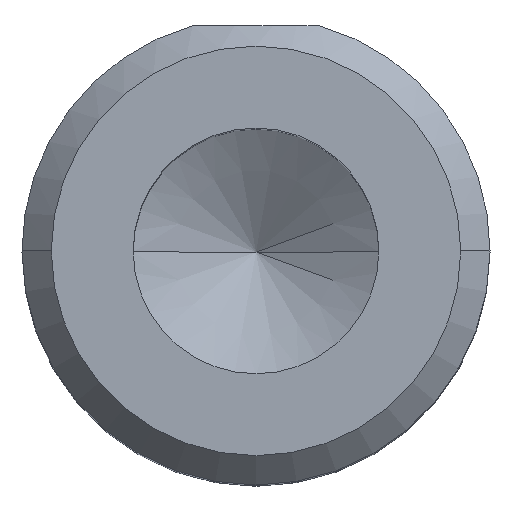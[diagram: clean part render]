
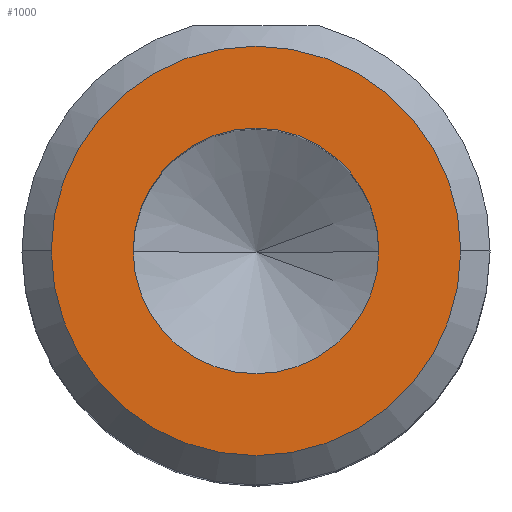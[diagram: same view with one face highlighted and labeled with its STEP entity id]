
A CAD part, top view. The second image highlights one B-rep face of the part: STEP entity #1000.
In plain terms, the highlighted planar face has unit normal (0, 0, 1).
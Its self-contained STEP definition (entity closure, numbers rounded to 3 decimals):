
#35 = AXIS2_PLACEMENT_3D ( 'NONE', #757, #193, #853 ) ;
#46 = VERTEX_POINT ( 'NONE', #1209 ) ;
#91 = ORIENTED_EDGE ( 'NONE', *, *, #871, .F. ) ;
#102 = CARTESIAN_POINT ( 'NONE',  ( 0., 0., 7.5 ) ) ;
#128 = AXIS2_PLACEMENT_3D ( 'NONE', #1008, #438, #1110 ) ;
#130 = ORIENTED_EDGE ( 'NONE', *, *, #1101, .F. ) ;
#155 = VERTEX_POINT ( 'NONE', #726 ) ;
#187 = AXIS2_PLACEMENT_3D ( 'NONE', #363, #1028, #458 ) ;
#193 = DIRECTION ( 'NONE',  ( 0., 0., 1. ) ) ;
#195 = CIRCLE ( 'NONE', #187, 3.5 ) ;
#205 = DIRECTION ( 'NONE',  ( 1., 0., 0. ) ) ;
#302 = DIRECTION ( 'NONE',  ( 0., 0., 1. ) ) ;
#340 = AXIS2_PLACEMENT_3D ( 'NONE', #102, #771, #205 ) ;
#363 = CARTESIAN_POINT ( 'NONE',  ( 0., 0., 7.5 ) ) ;
#367 = VERTEX_POINT ( 'NONE', #930 ) ;
#384 = CIRCLE ( 'NONE', #340, 3.5 ) ;
#438 = DIRECTION ( 'NONE',  ( 0., 0., 1. ) ) ;
#458 = DIRECTION ( 'NONE',  ( 1., 0., 0. ) ) ;
#486 = ORIENTED_EDGE ( 'NONE', *, *, #1094, .T. ) ;
#521 = AXIS2_PLACEMENT_3D ( 'NONE', #874, #302, #970 ) ;
#524 = FACE_BOUND ( 'NONE', #1147, .T. ) ;
#577 = CIRCLE ( 'NONE', #35, 2.1 ) ;
#676 = EDGE_LOOP ( 'NONE', ( #486, #1155 ) ) ;
#699 = VERTEX_POINT ( 'NONE', #1063 ) ;
#726 = CARTESIAN_POINT ( 'NONE',  ( 2.1, 0., 7.5 ) ) ;
#757 = CARTESIAN_POINT ( 'NONE',  ( 0., 0., 7.5 ) ) ;
#771 = DIRECTION ( 'NONE',  ( 0., 0., 1. ) ) ;
#793 = EDGE_CURVE ( 'NONE', #367, #699, #195, .T. ) ;
#853 = DIRECTION ( 'NONE',  ( 1., 0., 0. ) ) ;
#871 = EDGE_CURVE ( 'NONE', #46, #155, #577, .T. ) ;
#874 = CARTESIAN_POINT ( 'NONE',  ( 0., 0., 7.5 ) ) ;
#910 = PLANE ( 'NONE',  #128 ) ;
#930 = CARTESIAN_POINT ( 'NONE',  ( 3.5, 0., 7.5 ) ) ;
#970 = DIRECTION ( 'NONE',  ( 1., 0., 0. ) ) ;
#1000 = ADVANCED_FACE ( 'NONE', ( #1045, #524 ), #910, .T. ) ;
#1008 = CARTESIAN_POINT ( 'NONE',  ( 0., 0., 7.5 ) ) ;
#1028 = DIRECTION ( 'NONE',  ( 0., 0., 1. ) ) ;
#1045 = FACE_OUTER_BOUND ( 'NONE', #676, .T. ) ;
#1063 = CARTESIAN_POINT ( 'NONE',  ( -3.5, 0., 7.5 ) ) ;
#1084 = CIRCLE ( 'NONE', #521, 2.1 ) ;
#1094 = EDGE_CURVE ( 'NONE', #699, #367, #384, .T. ) ;
#1101 = EDGE_CURVE ( 'NONE', #155, #46, #1084, .T. ) ;
#1110 = DIRECTION ( 'NONE',  ( 1., 0., 0. ) ) ;
#1147 = EDGE_LOOP ( 'NONE', ( #130, #91 ) ) ;
#1155 = ORIENTED_EDGE ( 'NONE', *, *, #793, .T. ) ;
#1209 = CARTESIAN_POINT ( 'NONE',  ( -2.1, 0., 7.5 ) ) ;
